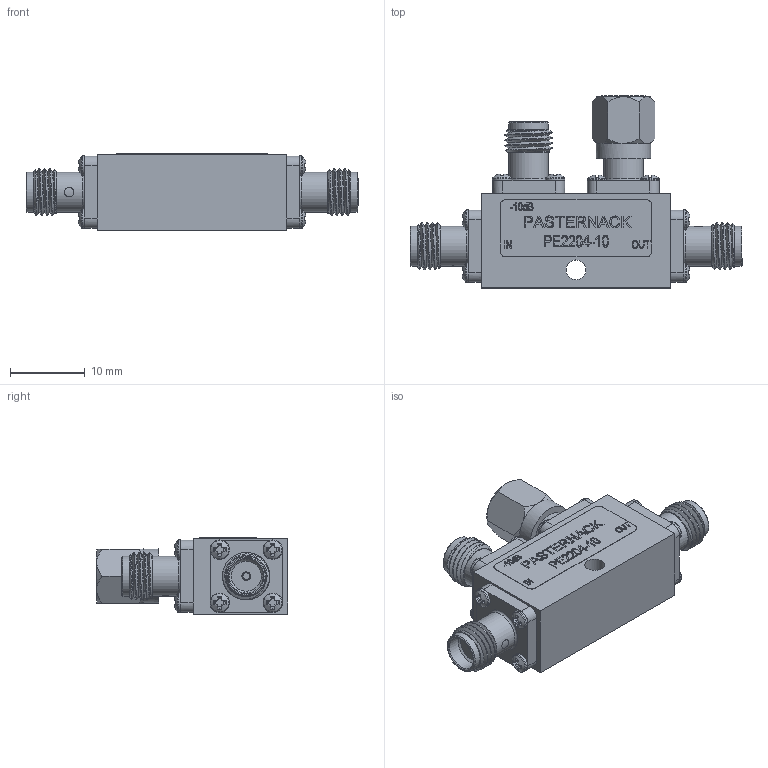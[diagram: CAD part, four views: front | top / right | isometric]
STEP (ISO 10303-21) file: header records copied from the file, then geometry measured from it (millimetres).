
FILE_DESCRIPTION (( 'STEP AP203' ), '1' );
FILE_NAME ('PE2204-10_3D.step', '2022-04-08T15:18:42', ( '' ), ( '' ), 'SwSTEP 2.0', 'SolidWorks 2021', '' );
FILE_SCHEMA (( 'CONFIG_CONTROL_DESIGN' ));
Length unit declared in the file: inch
Products named in the file (1): PE2204-10_3D
Bounding box: 44.45 x 25.7 x 10.21 mm (x, y, z)
Volume: 4697.6 mm3; surface area: 3509.2 mm2
Topology: 2 solids, 20 shells, 1028 faces, 2645 edges, 1751 vertices
Faces by surface type: plane 603, bspline 182, cylinder 164, cone 75, torus 4
Full cylindrical faces by diameter (mm): 0.914 x3, 1.016 x1, 1.092 x12, 1.168 x3, 1.27 x1, 1.93 x4, 2.504 x4, 2.591 x12, 2.667 x1, 4.521 x3, 5.08 x4, 5.334 x7, 6.35 x1, 7.29 x1
Entity records: 50721 total; most frequent: CARTESIAN_POINT 28342, ORIENTED_EDGE 5028, DIRECTION 3608, EDGE_CURVE 2514, VERTEX_POINT 1710, VECTOR 1306, LINE 1306, EDGE_LOOP 1224
